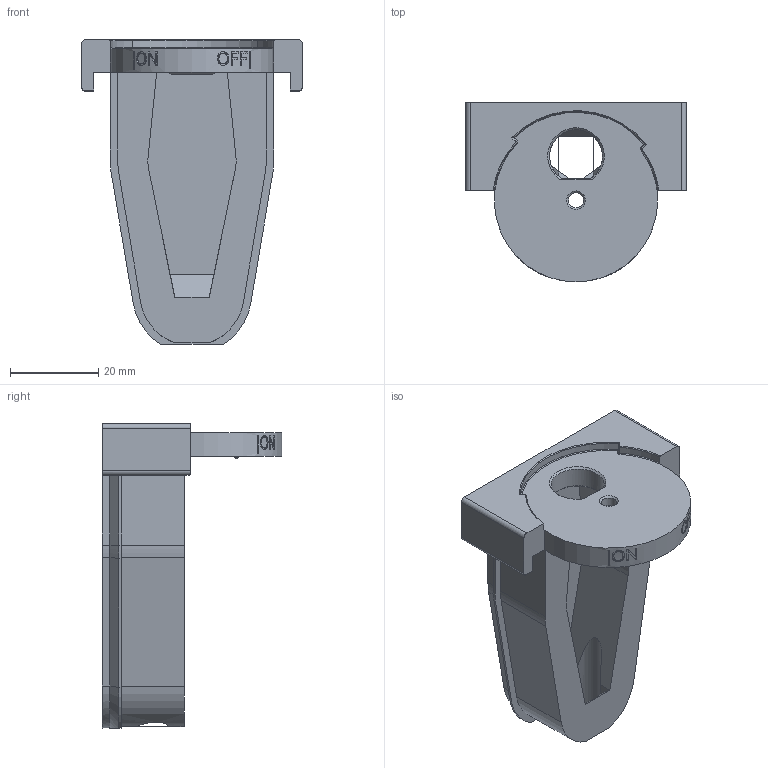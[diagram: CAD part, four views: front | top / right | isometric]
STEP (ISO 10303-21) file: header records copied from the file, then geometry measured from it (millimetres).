
FILE_DESCRIPTION(/* description */ (''),/* implementation_level */ '2;1');
FILE_NAME(/* name */ 'rear_body_interface_mod.step',/* time_stamp */ '2024-03-31T22:30:25+02:00',/* author */ (''),/* organization */ (''),/* preprocessor_version */ 'ST-DEVELOPER v20',/* originating_system */ 'Autodesk Translation Framework v12.20.1.177',/* authorisation */ '');
FILE_SCHEMA (('AUTOMOTIVE_DESIGN { 1 0 10303 214 3 1 1 }'));
Length unit declared in the file: millimetre
Products named in the file (3): open_trickler_v1.3.2; powder_hopper_mod; rear_body_interface_mod
Assembly tree (2 placements, depth 3):
  open_trickler_v1.3.2
    powder_hopper_mod
      rear_body_interface_mod
Bounding box: 50 x 40.75 x 69 mm (x, y, z)
Volume: 30029.8 mm3; surface area: 12609.2 mm2
Topology: 1 solids, 1 shells, 200 faces, 533 edges, 342 vertices
Faces by surface type: plane 88, bspline 57, cylinder 42, cone 7, torus 6
Full cylindrical faces by diameter (mm): 3.4 x1, 6.3 x1
Entity records: 8372 total; most frequent: CARTESIAN_POINT 3594, ORIENTED_EDGE 1066, DIRECTION 828, EDGE_CURVE 533, VERTEX_POINT 342, LINE 324, VECTOR 324, AXIS2_PLACEMENT_3D 252
